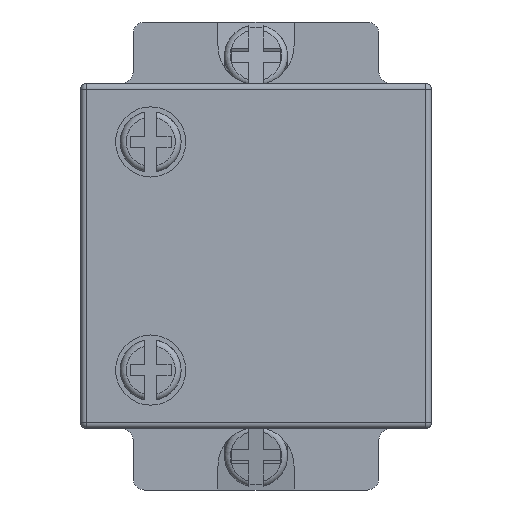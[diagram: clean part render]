
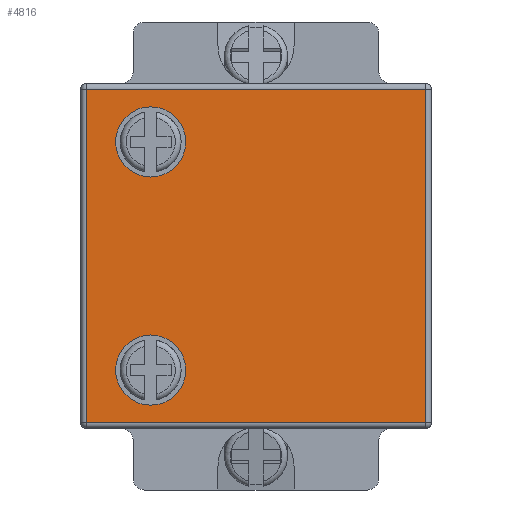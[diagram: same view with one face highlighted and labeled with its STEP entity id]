
A CAD part, front view. The second image highlights one B-rep face of the part: STEP entity #4816.
In plain terms, the highlighted planar face has unit normal (0, -1, 0).
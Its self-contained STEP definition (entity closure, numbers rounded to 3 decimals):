
#66 = DIRECTION ( 'NONE',  ( 0., 0., -1. ) ) ;
#115 = ORIENTED_EDGE ( 'NONE', *, *, #5568, .T. ) ;
#285 = DIRECTION ( 'NONE',  ( 0., 0., -1. ) ) ;
#299 = FACE_BOUND ( 'NONE', #5262, .T. ) ;
#331 = CARTESIAN_POINT ( 'NONE',  ( 14.5, 24., -14.25 ) ) ;
#393 = CIRCLE ( 'NONE', #2053, 3. ) ;
#565 = VERTEX_POINT ( 'NONE', #855 ) ;
#679 = EDGE_LOOP ( 'NONE', ( #3688, #115, #5706, #1032 ) ) ;
#721 = CARTESIAN_POINT ( 'NONE',  ( -9., 24., -9.75 ) ) ;
#772 = CIRCLE ( 'NONE', #4728, 3. ) ;
#855 = CARTESIAN_POINT ( 'NONE',  ( -9., 24., -6.75 ) ) ;
#884 = VECTOR ( 'NONE', #4548, 1000. ) ;
#917 = AXIS2_PLACEMENT_3D ( 'NONE', #721, #1214, #285 ) ;
#1032 = ORIENTED_EDGE ( 'NONE', *, *, #5793, .T. ) ;
#1068 = CIRCLE ( 'NONE', #4430, 3. ) ;
#1192 = VERTEX_POINT ( 'NONE', #331 ) ;
#1214 = DIRECTION ( 'NONE',  ( 0., -1., 0. ) ) ;
#1321 = CARTESIAN_POINT ( 'NONE',  ( 15., 24., -13.25 ) ) ;
#1381 = EDGE_CURVE ( 'NONE', #2953, #565, #1068, .T. ) ;
#1455 = CARTESIAN_POINT ( 'NONE',  ( -9., 24., -9.75 ) ) ;
#1675 = EDGE_CURVE ( 'NONE', #5809, #1192, #1803, .T. ) ;
#1803 = LINE ( 'NONE', #4633, #2620 ) ;
#1811 = DIRECTION ( 'NONE',  ( 1., 0., 0. ) ) ;
#1860 = CARTESIAN_POINT ( 'NONE',  ( 15., 24., 14.25 ) ) ;
#1948 = EDGE_CURVE ( 'NONE', #2088, #5621, #772, .T. ) ;
#2053 = AXIS2_PLACEMENT_3D ( 'NONE', #3070, #4954, #2125 ) ;
#2088 = VERTEX_POINT ( 'NONE', #2136 ) ;
#2125 = DIRECTION ( 'NONE',  ( 0., 0., -1. ) ) ;
#2136 = CARTESIAN_POINT ( 'NONE',  ( -9., 24., 6.75 ) ) ;
#2168 = CARTESIAN_POINT ( 'NONE',  ( -14.5, 24., -14.25 ) ) ;
#2205 = VERTEX_POINT ( 'NONE', #5092 ) ;
#2278 = DIRECTION ( 'NONE',  ( 0., 1., 0. ) ) ;
#2354 = FACE_OUTER_BOUND ( 'NONE', #679, .T. ) ;
#2409 = DIRECTION ( 'NONE',  ( 0., -1., 0. ) ) ;
#2468 = DIRECTION ( 'NONE',  ( 0., -1., 0. ) ) ;
#2620 = VECTOR ( 'NONE', #1811, 1000. ) ;
#2750 = VERTEX_POINT ( 'NONE', #3268 ) ;
#2949 = LINE ( 'NONE', #5550, #3472 ) ;
#2953 = VERTEX_POINT ( 'NONE', #3974 ) ;
#3042 = ORIENTED_EDGE ( 'NONE', *, *, #4161, .F. ) ;
#3070 = CARTESIAN_POINT ( 'NONE',  ( -9., 24., 9.75 ) ) ;
#3236 = DIRECTION ( 'NONE',  ( -1., 0., 0. ) ) ;
#3268 = CARTESIAN_POINT ( 'NONE',  ( 14.5, 24., 14.25 ) ) ;
#3285 = CARTESIAN_POINT ( 'NONE',  ( -9., 24., 12.75 ) ) ;
#3441 = CARTESIAN_POINT ( 'NONE',  ( -9., 24., 9.75 ) ) ;
#3472 = VECTOR ( 'NONE', #4160, 1000. ) ;
#3497 = LINE ( 'NONE', #1860, #3646 ) ;
#3524 = AXIS2_PLACEMENT_3D ( 'NONE', #1321, #2278, #5970 ) ;
#3592 = CARTESIAN_POINT ( 'NONE',  ( -14.5, 24., -14.25 ) ) ;
#3646 = VECTOR ( 'NONE', #3236, 1000. ) ;
#3688 = ORIENTED_EDGE ( 'NONE', *, *, #1675, .T. ) ;
#3752 = EDGE_CURVE ( 'NONE', #2750, #2205, #3497, .T. ) ;
#3927 = ORIENTED_EDGE ( 'NONE', *, *, #1381, .F. ) ;
#3974 = CARTESIAN_POINT ( 'NONE',  ( -9., 24., -12.75 ) ) ;
#4152 = ORIENTED_EDGE ( 'NONE', *, *, #1948, .F. ) ;
#4160 = DIRECTION ( 'NONE',  ( 0., 0., 1. ) ) ;
#4161 = EDGE_CURVE ( 'NONE', #5621, #2088, #393, .T. ) ;
#4218 = FACE_BOUND ( 'NONE', #4460, .T. ) ;
#4430 = AXIS2_PLACEMENT_3D ( 'NONE', #1455, #2409, #66 ) ;
#4460 = EDGE_LOOP ( 'NONE', ( #4152, #3042 ) ) ;
#4548 = DIRECTION ( 'NONE',  ( 0., 0., -1. ) ) ;
#4627 = ORIENTED_EDGE ( 'NONE', *, *, #5327, .F. ) ;
#4633 = CARTESIAN_POINT ( 'NONE',  ( 15., 24., -14.25 ) ) ;
#4728 = AXIS2_PLACEMENT_3D ( 'NONE', #3441, #2468, #5280 ) ;
#4816 = ADVANCED_FACE ( 'NONE', ( #2354, #4218, #299 ), #5528, .F. ) ;
#4954 = DIRECTION ( 'NONE',  ( 0., -1., 0. ) ) ;
#5092 = CARTESIAN_POINT ( 'NONE',  ( -14.5, 24., 14.25 ) ) ;
#5163 = CIRCLE ( 'NONE', #917, 3. ) ;
#5262 = EDGE_LOOP ( 'NONE', ( #3927, #4627 ) ) ;
#5280 = DIRECTION ( 'NONE',  ( 0., 0., -1. ) ) ;
#5327 = EDGE_CURVE ( 'NONE', #565, #2953, #5163, .T. ) ;
#5473 = LINE ( 'NONE', #2168, #884 ) ;
#5528 = PLANE ( 'NONE',  #3524 ) ;
#5550 = CARTESIAN_POINT ( 'NONE',  ( 14.5, 24., -13.25 ) ) ;
#5568 = EDGE_CURVE ( 'NONE', #1192, #2750, #2949, .T. ) ;
#5621 = VERTEX_POINT ( 'NONE', #3285 ) ;
#5706 = ORIENTED_EDGE ( 'NONE', *, *, #3752, .T. ) ;
#5793 = EDGE_CURVE ( 'NONE', #2205, #5809, #5473, .T. ) ;
#5809 = VERTEX_POINT ( 'NONE', #3592 ) ;
#5970 = DIRECTION ( 'NONE',  ( 0., 0., 1. ) ) ;
